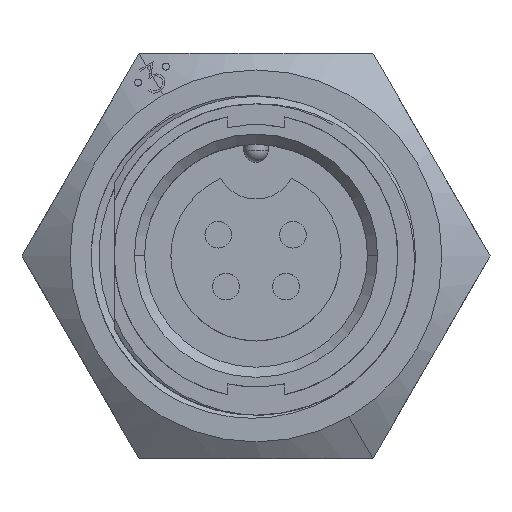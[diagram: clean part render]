
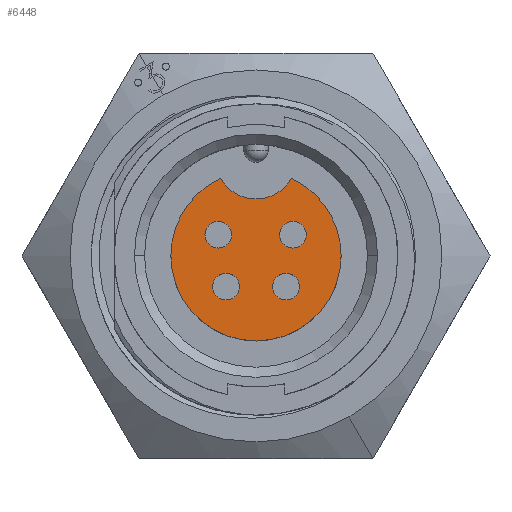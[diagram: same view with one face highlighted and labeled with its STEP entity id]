
A CAD part, top view. The second image highlights one B-rep face of the part: STEP entity #6448.
In plain terms, the highlighted planar face has unit normal (0, 0, 1).
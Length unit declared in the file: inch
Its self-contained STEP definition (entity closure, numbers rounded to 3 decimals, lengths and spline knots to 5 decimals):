
#184 = CARTESIAN_POINT ( 'NONE',  ( -0.074, -0.076, -0.065 ) ) ;
#433 = CARTESIAN_POINT ( 'NONE',  ( 0.0875, 0.1909, -0.065 ) ) ;
#499 = EDGE_CURVE ( 'NONE', #1085, #14340, #2310, .T. ) ;
#511 = AXIS2_PLACEMENT_3D ( 'NONE', #19955, #8226, #21925 ) ;
#538 = ORIENTED_EDGE ( 'NONE', *, *, #7406, .F. ) ;
#681 = CIRCLE ( 'NONE', #21648, 0.21 ) ;
#853 = CIRCLE ( 'NONE', #15664, 0.21 ) ;
#933 = FACE_BOUND ( 'NONE', #24599, .T. ) ;
#962 = CIRCLE ( 'NONE', #17400, 0.033 ) ;
#1085 = VERTEX_POINT ( 'NONE', #7423 ) ;
#1108 = CARTESIAN_POINT ( 'NONE',  ( -0.21, 0., -0.065 ) ) ;
#1125 = AXIS2_PLACEMENT_3D ( 'NONE', #10826, #24503, #12809 ) ;
#1384 = CARTESIAN_POINT ( 'NONE',  ( 0.058, 0.052, -0.065 ) ) ;
#1517 = VERTEX_POINT ( 'NONE', #433 ) ;
#1901 = EDGE_CURVE ( 'NONE', #16772, #11483, #2285, .T. ) ;
#2154 = DIRECTION ( 'NONE',  ( 1., 0., 0. ) ) ;
#2285 = CIRCLE ( 'NONE', #14563, 0.033 ) ;
#2310 = CIRCLE ( 'NONE', #1125, 0.21 ) ;
#2323 = CARTESIAN_POINT ( 'NONE',  ( -0.093, 0.052, -0.065 ) ) ;
#2453 = CARTESIAN_POINT ( 'NONE',  ( -0.093, 0.052, -0.065 ) ) ;
#3052 = DIRECTION ( 'NONE',  ( 1., 0., 0. ) ) ;
#3363 = CIRCLE ( 'NONE', #7055, 0.033 ) ;
#3656 = ORIENTED_EDGE ( 'NONE', *, *, #6222, .T. ) ;
#3753 = CARTESIAN_POINT ( 'NONE',  ( -0.107, -0.076, -0.065 ) ) ;
#3788 = EDGE_LOOP ( 'NONE', ( #16940, #24208 ) ) ;
#4046 = FACE_BOUND ( 'NONE', #16745, .T. ) ;
#4163 = CARTESIAN_POINT ( 'NONE',  ( 0.091, 0.052, -0.065 ) ) ;
#4272 = DIRECTION ( 'NONE',  ( 1., 0., 0. ) ) ;
#4307 = AXIS2_PLACEMENT_3D ( 'NONE', #23016, #11314, #24994 ) ;
#4400 = DIRECTION ( 'NONE',  ( 1., 0., 0. ) ) ;
#4619 = ORIENTED_EDGE ( 'NONE', *, *, #24718, .F. ) ;
#5027 = ORIENTED_EDGE ( 'NONE', *, *, #8856, .F. ) ;
#5068 = ORIENTED_EDGE ( 'NONE', *, *, #10375, .F. ) ;
#5288 = VERTEX_POINT ( 'NONE', #3753 ) ;
#5365 = ORIENTED_EDGE ( 'NONE', *, *, #13870, .T. ) ;
#5638 = CARTESIAN_POINT ( 'NONE',  ( 0., 0.24066, -0.065 ) ) ;
#5663 = EDGE_CURVE ( 'NONE', #1517, #1085, #25160, .T. ) ;
#6109 = CARTESIAN_POINT ( 'NONE',  ( -0.126, 0.052, -0.065 ) ) ;
#6118 = DIRECTION ( 'NONE',  ( 1., 0., 0. ) ) ;
#6126 = FACE_BOUND ( 'NONE', #7189, .T. ) ;
#6222 = EDGE_CURVE ( 'NONE', #14340, #6360, #681, .T. ) ;
#6360 = VERTEX_POINT ( 'NONE', #6806 ) ;
#6448 = ADVANCED_FACE ( 'NONE', ( #933, #19030, #4046, #6126, #21111 ), #20571, .T. ) ;
#6806 = CARTESIAN_POINT ( 'NONE',  ( 0.21, 0., -0.065 ) ) ;
#6989 = CARTESIAN_POINT ( 'NONE',  ( 0.074, -0.076, -0.065 ) ) ;
#7055 = AXIS2_PLACEMENT_3D ( 'NONE', #2453, #16120, #4400 ) ;
#7189 = EDGE_LOOP ( 'NONE', ( #5027, #538 ) ) ;
#7406 = EDGE_CURVE ( 'NONE', #14205, #19530, #3363, .T. ) ;
#7423 = CARTESIAN_POINT ( 'NONE',  ( -0.0875, 0.1909, -0.065 ) ) ;
#7592 = DIRECTION ( 'NONE',  ( 1., 0., 0. ) ) ;
#7795 = ORIENTED_EDGE ( 'NONE', *, *, #499, .T. ) ;
#8226 = DIRECTION ( 'NONE',  ( 0., 0., 1. ) ) ;
#8740 = ORIENTED_EDGE ( 'NONE', *, *, #22831, .F. ) ;
#8856 = EDGE_CURVE ( 'NONE', #19530, #14205, #22297, .T. ) ;
#8937 = DIRECTION ( 'NONE',  ( 1., 0., 0. ) ) ;
#9268 = EDGE_CURVE ( 'NONE', #21932, #20434, #14633, .T. ) ;
#9838 = CARTESIAN_POINT ( 'NONE',  ( 0.091, 0.052, -0.065 ) ) ;
#10375 = EDGE_CURVE ( 'NONE', #11483, #16772, #11885, .T. ) ;
#10514 = CARTESIAN_POINT ( 'NONE',  ( 0., 0., -0.065 ) ) ;
#10826 = CARTESIAN_POINT ( 'NONE',  ( 0., 0., -0.065 ) ) ;
#11126 = DIRECTION ( 'NONE',  ( 0., 0., 1. ) ) ;
#11314 = DIRECTION ( 'NONE',  ( 0., 0., 1. ) ) ;
#11344 = AXIS2_PLACEMENT_3D ( 'NONE', #2323, #15977, #4272 ) ;
#11483 = VERTEX_POINT ( 'NONE', #18098 ) ;
#11809 = DIRECTION ( 'NONE',  ( 1., 0., 0. ) ) ;
#11850 = VERTEX_POINT ( 'NONE', #22666 ) ;
#11885 = CIRCLE ( 'NONE', #14314, 0.033 ) ;
#12499 = DIRECTION ( 'NONE',  ( 1., 0., 0. ) ) ;
#12809 = DIRECTION ( 'NONE',  ( 1., 0., 0. ) ) ;
#13226 = CIRCLE ( 'NONE', #511, 0.033 ) ;
#13847 = DIRECTION ( 'NONE',  ( 0., 0., 1. ) ) ;
#13870 = EDGE_CURVE ( 'NONE', #6360, #1517, #853, .T. ) ;
#14205 = VERTEX_POINT ( 'NONE', #18052 ) ;
#14309 = CARTESIAN_POINT ( 'NONE',  ( 0.107, -0.076, -0.065 ) ) ;
#14314 = AXIS2_PLACEMENT_3D ( 'NONE', #4163, #17848, #6118 ) ;
#14340 = VERTEX_POINT ( 'NONE', #1108 ) ;
#14563 = AXIS2_PLACEMENT_3D ( 'NONE', #9838, #23524, #11809 ) ;
#14633 = CIRCLE ( 'NONE', #4307, 0.033 ) ;
#14743 = DIRECTION ( 'NONE',  ( 0., 0., 1. ) ) ;
#15664 = AXIS2_PLACEMENT_3D ( 'NONE', #10514, #24199, #12499 ) ;
#15957 = EDGE_CURVE ( 'NONE', #20434, #21932, #25288, .T. ) ;
#15977 = DIRECTION ( 'NONE',  ( 0., 0., 1. ) ) ;
#16120 = DIRECTION ( 'NONE',  ( 0., 0., 1. ) ) ;
#16745 = EDGE_LOOP ( 'NONE', ( #16977, #5068 ) ) ;
#16772 = VERTEX_POINT ( 'NONE', #1384 ) ;
#16940 = ORIENTED_EDGE ( 'NONE', *, *, #9268, .F. ) ;
#16977 = ORIENTED_EDGE ( 'NONE', *, *, #1901, .F. ) ;
#17232 = AXIS2_PLACEMENT_3D ( 'NONE', #24492, #14743, #3052 ) ;
#17400 = AXIS2_PLACEMENT_3D ( 'NONE', #184, #13847, #2154 ) ;
#17848 = DIRECTION ( 'NONE',  ( 0., 0., 1. ) ) ;
#17994 = ORIENTED_EDGE ( 'NONE', *, *, #5663, .T. ) ;
#18052 = CARTESIAN_POINT ( 'NONE',  ( -0.06, 0.052, -0.065 ) ) ;
#18098 = CARTESIAN_POINT ( 'NONE',  ( 0.124, 0.052, -0.065 ) ) ;
#18289 = CARTESIAN_POINT ( 'NONE',  ( 0.041, -0.076, -0.065 ) ) ;
#18698 = EDGE_LOOP ( 'NONE', ( #17994, #7795, #3656, #5365 ) ) ;
#19030 = FACE_BOUND ( 'NONE', #3788, .T. ) ;
#19320 = DIRECTION ( 'NONE',  ( 0., 0., -1. ) ) ;
#19463 = AXIS2_PLACEMENT_3D ( 'NONE', #6989, #20683, #8937 ) ;
#19530 = VERTEX_POINT ( 'NONE', #6109 ) ;
#19955 = CARTESIAN_POINT ( 'NONE',  ( -0.074, -0.076, -0.065 ) ) ;
#20434 = VERTEX_POINT ( 'NONE', #14309 ) ;
#20571 = PLANE ( 'NONE',  #17232 ) ;
#20683 = DIRECTION ( 'NONE',  ( 0., 0., 1. ) ) ;
#21111 = FACE_OUTER_BOUND ( 'NONE', #18698, .T. ) ;
#21648 = AXIS2_PLACEMENT_3D ( 'NONE', #22837, #11126, #24804 ) ;
#21925 = DIRECTION ( 'NONE',  ( 1., 0., 0. ) ) ;
#21932 = VERTEX_POINT ( 'NONE', #18289 ) ;
#22297 = CIRCLE ( 'NONE', #11344, 0.033 ) ;
#22666 = CARTESIAN_POINT ( 'NONE',  ( -0.041, -0.076, -0.065 ) ) ;
#22831 = EDGE_CURVE ( 'NONE', #11850, #5288, #13226, .T. ) ;
#22837 = CARTESIAN_POINT ( 'NONE',  ( 0., 0., -0.065 ) ) ;
#23016 = CARTESIAN_POINT ( 'NONE',  ( 0.074, -0.076, -0.065 ) ) ;
#23450 = AXIS2_PLACEMENT_3D ( 'NONE', #5638, #19320, #7592 ) ;
#23524 = DIRECTION ( 'NONE',  ( 0., 0., 1. ) ) ;
#24199 = DIRECTION ( 'NONE',  ( 0., 0., 1. ) ) ;
#24208 = ORIENTED_EDGE ( 'NONE', *, *, #15957, .F. ) ;
#24492 = CARTESIAN_POINT ( 'NONE',  ( 0., 0., -0.065 ) ) ;
#24503 = DIRECTION ( 'NONE',  ( 0., 0., 1. ) ) ;
#24599 = EDGE_LOOP ( 'NONE', ( #4619, #8740 ) ) ;
#24718 = EDGE_CURVE ( 'NONE', #5288, #11850, #962, .T. ) ;
#24804 = DIRECTION ( 'NONE',  ( 1., 0., 0. ) ) ;
#24994 = DIRECTION ( 'NONE',  ( 1., 0., 0. ) ) ;
#25160 = CIRCLE ( 'NONE', #23450, 0.10066 ) ;
#25288 = CIRCLE ( 'NONE', #19463, 0.033 ) ;
